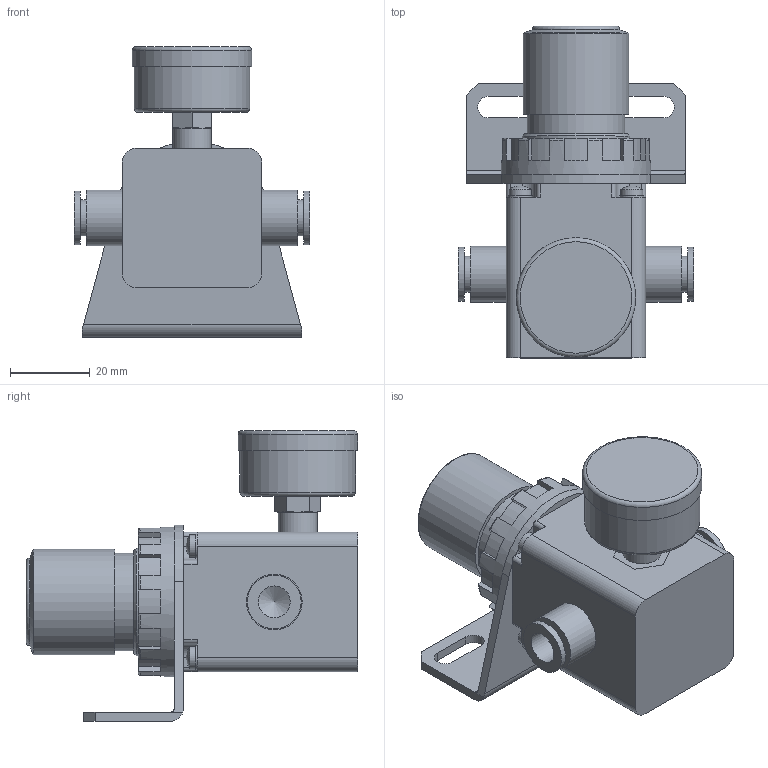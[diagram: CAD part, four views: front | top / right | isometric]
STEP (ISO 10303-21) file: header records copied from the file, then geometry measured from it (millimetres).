
FILE_DESCRIPTION( ( 'STEP AP214' ), '1' );
FILE_NAME( 'IRV10-C08BG.stp', '2019-11-13T12:39:18', ( '' ), ( '' ), ' ', 'PARTsolutions', ' ' );
FILE_SCHEMA( ( 'AUTOMOTIVE_DESIGN { 1 0 10303 214 1 1 1 1 }' ) );
Length unit declared in the file: millimetre
Products named in the file (7): IRV10-C08BG; _IRV10-B_BODY; _P601010-18_IRV; _IRV10_SETNUT; _P601010-17_BRACKET; _P601010-12_GAUGE; _VVQ1000-51A-C08_FITTING
Assembly tree (7 placements, depth 2):
  IRV10-C08BG
    _IRV10-B_BODY
    _P601010-18_IRV
    _IRV10_SETNUT
    _P601010-17_BRACKET
    _P601010-12_GAUGE
    _VVQ1000-51A-C08_FITTING  x2
Bounding box: 59 x 83.3 x 73 mm (x, y, z)
Volume: 95683.8 mm3; surface area: 28076.4 mm2
Topology: 7 solids, 7 shells, 243 faces, 589 edges, 383 vertices
Faces by surface type: plane 132, cylinder 73, torus 18, cone 16, sphere 4
Full cylindrical faces by diameter (mm): 5.6 x4, 6 x4, 8 x2, 8.566 x1, 9 x2, 9.728 x1, 11.2 x2, 12.5 x1, 12.7 x2, 13 x1, 13.5 x2, 14 x4, 24.5 x1, 25.917 x1, 26.5 x1, 27 x1, 28 x1, 29 x1, 30 x1, 37.5 x1
Entity records: 8728 total; most frequent: CARTESIAN_POINT 1288, DIRECTION 1166, ORIENTED_EDGE 1030, EDGE_CURVE 515, AXIS2_PLACEMENT_3D 444, VERTEX_POINT 370, EDGE_LOOP 318, LINE 278
